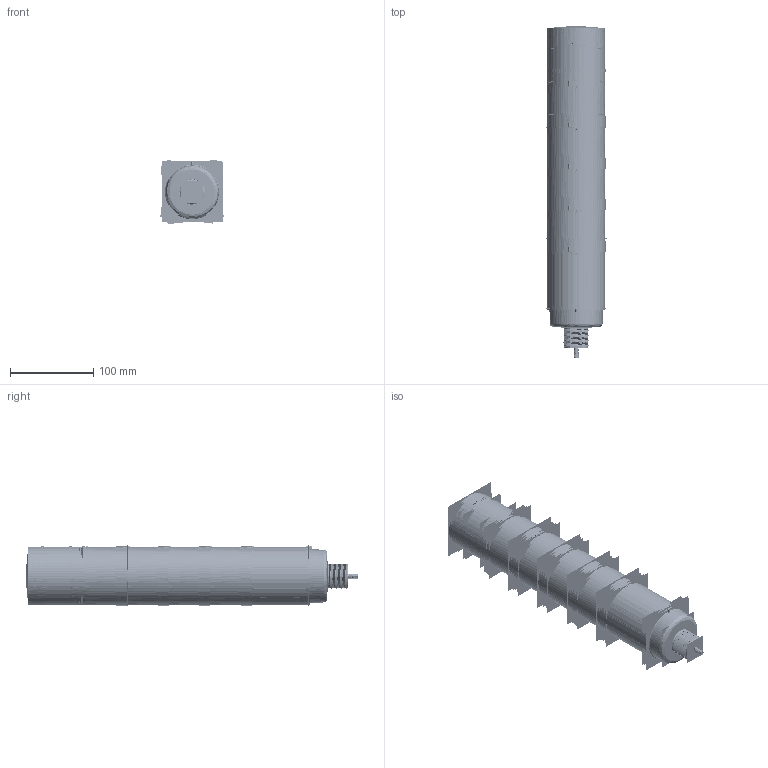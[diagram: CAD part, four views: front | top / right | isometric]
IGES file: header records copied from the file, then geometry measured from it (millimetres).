
Start section:  PTC IGES file: 191432.igs
Global section: file name: 191432.igs; native system: Creo Parametric by Parametric Technology Corporation; preprocessor: 2013230; author: pdmadmin; organization: Unknown; date: 20160225.125249; units: millimetre
Bounding box: 76.13 x 398.11 x 77.54 mm (x, y, z)
Volume: 354431.2 mm3; surface area: 1900807.2 mm2
Topology: 14 solids, 19 shells, 7496 faces, 36806 edges, 45923 vertices
Faces by surface type: revolution 3778, bspline 3674, extrusion 44
